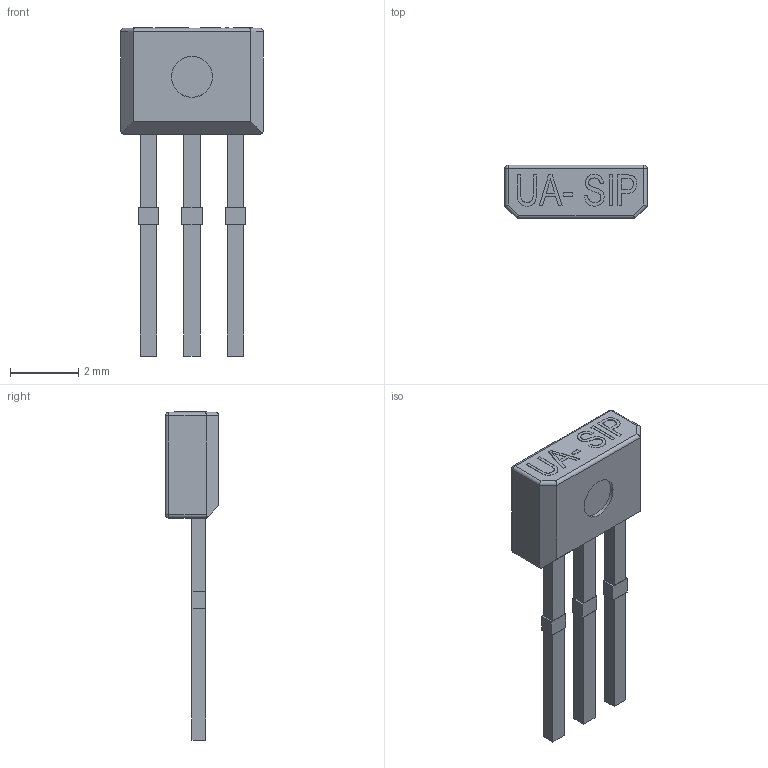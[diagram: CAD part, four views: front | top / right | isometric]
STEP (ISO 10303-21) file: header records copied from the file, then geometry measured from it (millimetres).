
FILE_DESCRIPTION(/* description */ (''),/* implementation_level */ '2;1');
FILE_NAME(/* name */ 'Allegro_SIP-3-3D.step',/* time_stamp */ '2022-04-06T09:20:25+02:00',/* author */ (''),/* organization */ (''),/* preprocessor_version */ 'ST-DEVELOPER v18.1',/* originating_system */ 'Autodesk Translation Framework v10.14.0.1471',/* authorisation */ '');
FILE_SCHEMA (('AUTOMOTIVE_DESIGN { 1 0 10303 214 3 1 1 }'));
Length unit declared in the file: millimetre
Products named in the file (1): (Unsaved)
Bounding box: 4.17 x 1.57 x 9.61 mm (x, y, z)
Volume: 23.3 mm3; surface area: 86 mm2
Topology: 16 solids, 16 shells, 132 faces, 285 edges, 182 vertices
Faces by surface type: plane 103, bspline 12, cylinder 12, sphere 4, cone 1
Entity records: 4003 total; most frequent: CARTESIAN_POINT 1171, ORIENTED_EDGE 562, DIRECTION 522, EDGE_CURVE 281, LINE 232, VECTOR 232, VERTEX_POINT 182, AXIS2_PLACEMENT_3D 145
